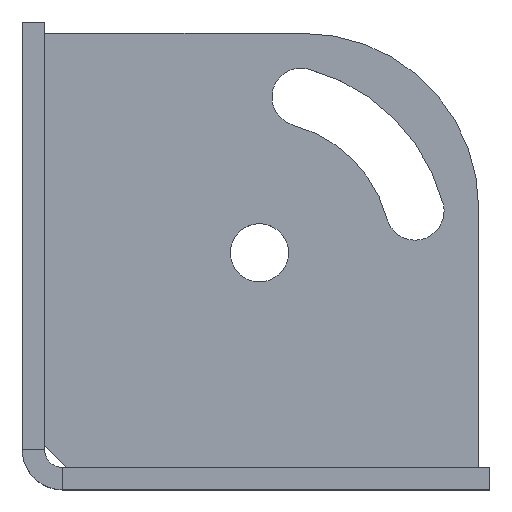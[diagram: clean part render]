
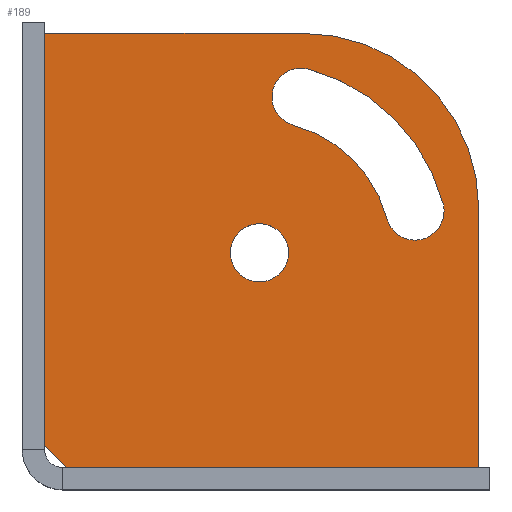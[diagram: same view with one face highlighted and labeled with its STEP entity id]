
A CAD part, top view. The second image highlights one B-rep face of the part: STEP entity #189.
In plain terms, the highlighted planar face has unit normal (0, 0, 1).
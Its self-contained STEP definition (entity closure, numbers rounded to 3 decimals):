
#3 = CARTESIAN_POINT ( 'NONE',  ( 97., 58., 0. ) ) ;
#9 = FACE_BOUND ( 'NONE', #53, .T. ) ;
#11 = ORIENTED_EDGE ( 'NONE', *, *, #374, .F. ) ;
#19 = ORIENTED_EDGE ( 'NONE', *, *, #605, .F. ) ;
#22 = VERTEX_POINT ( 'NONE', #1004 ) ;
#28 = CIRCLE ( 'NONE', #846, 6.5 ) ;
#36 = VERTEX_POINT ( 'NONE', #734 ) ;
#51 = FACE_OUTER_BOUND ( 'NONE', #649, .T. ) ;
#53 = EDGE_LOOP ( 'NONE', ( #241, #56 ) ) ;
#56 = ORIENTED_EDGE ( 'NONE', *, *, #658, .F. ) ;
#67 = CIRCLE ( 'NONE', #1116, 6.5 ) ;
#77 = DIRECTION ( 'NONE',  ( 0., 0., -1. ) ) ;
#78 = DIRECTION ( 'NONE',  ( 0., 0., 1. ) ) ;
#98 = AXIS2_PLACEMENT_3D ( 'NONE', #1307, #77, #801 ) ;
#113 = EDGE_CURVE ( 'NONE', #312, #394, #1146, .T. ) ;
#123 = LINE ( 'NONE', #1216, #473 ) ;
#128 = AXIS2_PLACEMENT_3D ( 'NONE', #1025, #959, #935 ) ;
#135 = CARTESIAN_POINT ( 'NONE',  ( 89.273, 57.317, 0. ) ) ;
#139 = CIRCLE ( 'NONE', #529, 0.3 ) ;
#150 = CARTESIAN_POINT ( 'NONE',  ( 48., 48., 0. ) ) ;
#155 = DIRECTION ( 'NONE',  ( 0., 0., 1. ) ) ;
#171 = DIRECTION ( 'NONE',  ( 1., 0., 0. ) ) ;
#187 = DIRECTION ( 'NONE',  ( 1., 0., 0. ) ) ;
#189 = ADVANCED_FACE ( 'NONE', ( #51, #9, #222 ), #1111, .F. ) ;
#188 = CARTESIAN_POINT ( 'NONE',  ( 82.773, 57.317, 0. ) ) ;
#196 = VECTOR ( 'NONE', #904, 1000. ) ;
#215 = VERTEX_POINT ( 'NONE', #1314 ) ;
#222 = FACE_BOUND ( 'NONE', #414, .T. ) ;
#235 = CARTESIAN_POINT ( 'NONE',  ( 48., 48., 0. ) ) ;
#241 = ORIENTED_EDGE ( 'NONE', *, *, #1099, .F. ) ;
#249 = AXIS2_PLACEMENT_3D ( 'NONE', #1215, #712, #1290 ) ;
#252 = LINE ( 'NONE', #1281, #196 ) ;
#274 = ORIENTED_EDGE ( 'NONE', *, *, #943, .T. ) ;
#283 = CARTESIAN_POINT ( 'NONE',  ( 57.317, 82.773, 0. ) ) ;
#289 = CIRCLE ( 'NONE', #1029, 6.5 ) ;
#299 = CARTESIAN_POINT ( 'NONE',  ( 76.495, 55.635, 0. ) ) ;
#312 = VERTEX_POINT ( 'NONE', #1086 ) ;
#319 = CIRCLE ( 'NONE', #128, 6.5 ) ;
#323 = DIRECTION ( 'NONE',  ( 1., 0., 0. ) ) ;
#327 = ORIENTED_EDGE ( 'NONE', *, *, #484, .T. ) ;
#333 = CIRCLE ( 'NONE', #1254, 42.5 ) ;
#357 = DIRECTION ( 'NONE',  ( 1., 0., 0. ) ) ;
#359 = ORIENTED_EDGE ( 'NONE', *, *, #966, .T. ) ;
#374 = EDGE_CURVE ( 'NONE', #852, #662, #333, .T. ) ;
#394 = VERTEX_POINT ( 'NONE', #991 ) ;
#395 = DIRECTION ( 'NONE',  ( 0., 0., 1. ) ) ;
#414 = EDGE_LOOP ( 'NONE', ( #19, #11, #1178, #590, #1095 ) ) ;
#415 = ORIENTED_EDGE ( 'NONE', *, *, #113, .T. ) ;
#421 = EDGE_CURVE ( 'NONE', #610, #852, #586, .T. ) ;
#435 = CARTESIAN_POINT ( 'NONE',  ( 48., 48., 0. ) ) ;
#442 = EDGE_CURVE ( 'NONE', #22, #709, #797, .T. ) ;
#451 = CARTESIAN_POINT ( 'NONE',  ( 96.7, 0., 0. ) ) ;
#468 = CARTESIAN_POINT ( 'NONE',  ( 41.5, 48., 0. ) ) ;
#473 = VECTOR ( 'NONE', #589, 1000. ) ;
#478 = CARTESIAN_POINT ( 'NONE',  ( 0.3, 96.7, 0. ) ) ;
#484 = EDGE_CURVE ( 'NONE', #215, #22, #958, .T. ) ;
#501 = DIRECTION ( 'NONE',  ( 0., 0., 1. ) ) ;
#529 = AXIS2_PLACEMENT_3D ( 'NONE', #478, #501, #1110 ) ;
#572 = ORIENTED_EDGE ( 'NONE', *, *, #788, .T. ) ;
#586 = CIRCLE ( 'NONE', #249, 6.5 ) ;
#589 = DIRECTION ( 'NONE',  ( -1., 0., 0. ) ) ;
#590 = ORIENTED_EDGE ( 'NONE', *, *, #1151, .F. ) ;
#605 = EDGE_CURVE ( 'NONE', #662, #806, #289, .T. ) ;
#610 = VERTEX_POINT ( 'NONE', #135 ) ;
#642 = AXIS2_PLACEMENT_3D ( 'NONE', #694, #681, #676 ) ;
#649 = EDGE_LOOP ( 'NONE', ( #572, #903, #359, #922, #327, #1138, #274, #415 ) ) ;
#653 = CIRCLE ( 'NONE', #642, 39. ) ;
#658 = EDGE_CURVE ( 'NONE', #671, #1156, #28, .T. ) ;
#662 = VERTEX_POINT ( 'NONE', #689 ) ;
#671 = VERTEX_POINT ( 'NONE', #468 ) ;
#676 = DIRECTION ( 'NONE',  ( -1., 0., 0. ) ) ;
#681 = DIRECTION ( 'NONE',  ( 0., 0., 1. ) ) ;
#685 = DIRECTION ( 'NONE',  ( 0., 1., 0. ) ) ;
#689 = CARTESIAN_POINT ( 'NONE',  ( 59., 89.052, 0. ) ) ;
#694 = CARTESIAN_POINT ( 'NONE',  ( 58., 58., 0. ) ) ;
#708 = DIRECTION ( 'NONE',  ( 1., 0., 0. ) ) ;
#709 = VERTEX_POINT ( 'NONE', #451 ) ;
#712 = DIRECTION ( 'NONE',  ( 0., 0., 1. ) ) ;
#734 = CARTESIAN_POINT ( 'NONE',  ( 58., 97., 0. ) ) ;
#775 = DIRECTION ( 'NONE',  ( 0., 0., 1. ) ) ;
#788 = EDGE_CURVE ( 'NONE', #394, #36, #653, .T. ) ;
#797 = LINE ( 'NONE', #1283, #858 ) ;
#801 = DIRECTION ( 'NONE',  ( -1., 0., 0. ) ) ;
#806 = VERTEX_POINT ( 'NONE', #813 ) ;
#813 = CARTESIAN_POINT ( 'NONE',  ( 55.635, 76.495, 0. ) ) ;
#814 = CARTESIAN_POINT ( 'NONE',  ( 54.5, 48., 0. ) ) ;
#846 = AXIS2_PLACEMENT_3D ( 'NONE', #235, #775, #171 ) ;
#852 = VERTEX_POINT ( 'NONE', #1104 ) ;
#858 = VECTOR ( 'NONE', #708, 1000. ) ;
#903 = ORIENTED_EDGE ( 'NONE', *, *, #1120, .T. ) ;
#904 = DIRECTION ( 'NONE',  ( 0., -1., 0. ) ) ;
#922 = ORIENTED_EDGE ( 'NONE', *, *, #1101, .T. ) ;
#933 = CARTESIAN_POINT ( 'NONE',  ( 0., 96.7, 0. ) ) ;
#935 = DIRECTION ( 'NONE',  ( 1., 0., 0. ) ) ;
#943 = EDGE_CURVE ( 'NONE', #709, #312, #1233, .T. ) ;
#947 = DIRECTION ( 'NONE',  ( 1., 0., 0. ) ) ;
#958 = LINE ( 'NONE', #1309, #1035 ) ;
#959 = DIRECTION ( 'NONE',  ( 0., 0., 1. ) ) ;
#966 = EDGE_CURVE ( 'NONE', #1252, #1243, #139, .T. ) ;
#970 = AXIS2_PLACEMENT_3D ( 'NONE', #1230, #395, #1313 ) ;
#991 = CARTESIAN_POINT ( 'NONE',  ( 97., 58., 0. ) ) ;
#1004 = CARTESIAN_POINT ( 'NONE',  ( 5., 0., 0. ) ) ;
#1025 = CARTESIAN_POINT ( 'NONE',  ( 48., 48., 0. ) ) ;
#1029 = AXIS2_PLACEMENT_3D ( 'NONE', #283, #78, #357 ) ;
#1035 = VECTOR ( 'NONE', #1199, 1000. ) ;
#1048 = AXIS2_PLACEMENT_3D ( 'NONE', #435, #1103, #947 ) ;
#1086 = CARTESIAN_POINT ( 'NONE',  ( 97., 0.3, 0. ) ) ;
#1095 = ORIENTED_EDGE ( 'NONE', *, *, #1170, .F. ) ;
#1099 = EDGE_CURVE ( 'NONE', #1156, #671, #319, .T. ) ;
#1101 = EDGE_CURVE ( 'NONE', #1243, #215, #252, .T. ) ;
#1103 = DIRECTION ( 'NONE',  ( 0., 0., -1. ) ) ;
#1104 = CARTESIAN_POINT ( 'NONE',  ( 89.052, 59., 0. ) ) ;
#1107 = DIRECTION ( 'NONE',  ( 0., 0., 1. ) ) ;
#1110 = DIRECTION ( 'NONE',  ( -1., 0., 0. ) ) ;
#1111 = PLANE ( 'NONE',  #98 ) ;
#1116 = AXIS2_PLACEMENT_3D ( 'NONE', #188, #1107, #323 ) ;
#1120 = EDGE_CURVE ( 'NONE', #36, #1252, #123, .T. ) ;
#1138 = ORIENTED_EDGE ( 'NONE', *, *, #442, .T. ) ;
#1146 = LINE ( 'NONE', #3, #1238 ) ;
#1151 = EDGE_CURVE ( 'NONE', #1203, #610, #67, .T. ) ;
#1156 = VERTEX_POINT ( 'NONE', #814 ) ;
#1170 = EDGE_CURVE ( 'NONE', #806, #1203, #1310, .T. ) ;
#1178 = ORIENTED_EDGE ( 'NONE', *, *, #421, .F. ) ;
#1199 = DIRECTION ( 'NONE',  ( 0.707, -0.707, 0. ) ) ;
#1203 = VERTEX_POINT ( 'NONE', #299 ) ;
#1215 = CARTESIAN_POINT ( 'NONE',  ( 82.773, 57.317, 0. ) ) ;
#1216 = CARTESIAN_POINT ( 'NONE',  ( 0.3, 97., 0. ) ) ;
#1218 = CARTESIAN_POINT ( 'NONE',  ( 0.3, 97., 0. ) ) ;
#1230 = CARTESIAN_POINT ( 'NONE',  ( 96.7, 0.3, 0. ) ) ;
#1233 = CIRCLE ( 'NONE', #970, 0.3 ) ;
#1238 = VECTOR ( 'NONE', #685, 1000. ) ;
#1243 = VERTEX_POINT ( 'NONE', #933 ) ;
#1252 = VERTEX_POINT ( 'NONE', #1218 ) ;
#1254 = AXIS2_PLACEMENT_3D ( 'NONE', #150, #155, #187 ) ;
#1281 = CARTESIAN_POINT ( 'NONE',  ( 0., 5., 0. ) ) ;
#1283 = CARTESIAN_POINT ( 'NONE',  ( 96.7, 0., 0. ) ) ;
#1290 = DIRECTION ( 'NONE',  ( 1., 0., 0. ) ) ;
#1307 = CARTESIAN_POINT ( 'NONE',  ( 0.3, 96.7, 0. ) ) ;
#1309 = CARTESIAN_POINT ( 'NONE',  ( 5., 0., 0. ) ) ;
#1310 = CIRCLE ( 'NONE', #1048, 29.5 ) ;
#1313 = DIRECTION ( 'NONE',  ( -1., 0., 0. ) ) ;
#1314 = CARTESIAN_POINT ( 'NONE',  ( 0., 5., 0. ) ) ;
